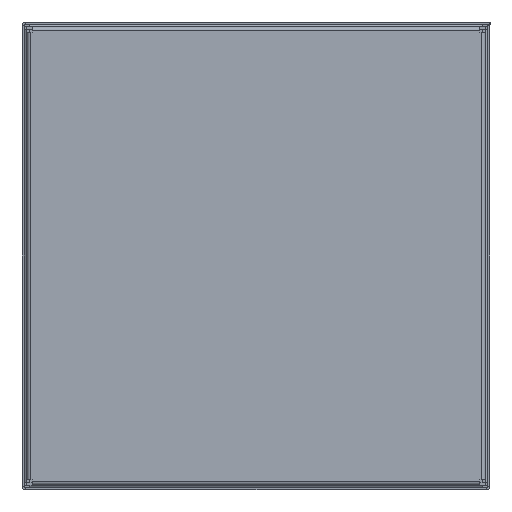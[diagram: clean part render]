
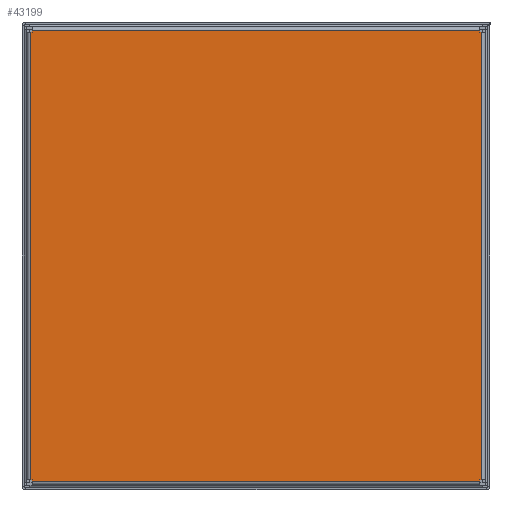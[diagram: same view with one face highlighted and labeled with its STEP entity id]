
A CAD part, front view. The second image highlights one B-rep face of the part: STEP entity #43199.
In plain terms, the highlighted face is planar.
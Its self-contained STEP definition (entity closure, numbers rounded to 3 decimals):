
#13 = VECTOR ( 'NONE', #57983, 1000. ) ;
#463 = VERTEX_POINT ( 'NONE', #38788 ) ;
#825 = LINE ( 'NONE', #1382, #61876 ) ;
#1289 = LINE ( 'NONE', #29587, #30891 ) ;
#1382 = CARTESIAN_POINT ( 'NONE',  ( -98.17, -95.17, 1. ) ) ;
#1627 = VERTEX_POINT ( 'NONE', #24678 ) ;
#3755 = LINE ( 'NONE', #51993, #13 ) ;
#4171 = DIRECTION ( 'NONE',  ( 1., 0., 0. ) ) ;
#4701 = ORIENTED_EDGE ( 'NONE', *, *, #55856, .F. ) ;
#4749 = DIRECTION ( 'NONE',  ( 0., 1., 0. ) ) ;
#5881 = VERTEX_POINT ( 'NONE', #20977 ) ;
#6489 = LINE ( 'NONE', #33235, #22217 ) ;
#6612 = EDGE_CURVE ( 'NONE', #5881, #71725, #825, .T. ) ;
#6917 = CARTESIAN_POINT ( 'NONE',  ( 98.17, -95.17, 1. ) ) ;
#7928 = ORIENTED_EDGE ( 'NONE', *, *, #59616, .F. ) ;
#8028 = EDGE_CURVE ( 'NONE', #26418, #27090, #57817, .T. ) ;
#8835 = VERTEX_POINT ( 'NONE', #8932 ) ;
#8876 = DIRECTION ( 'NONE',  ( 0., -1., 0. ) ) ;
#8932 = CARTESIAN_POINT ( 'NONE',  ( -95.17, 95.9, 1. ) ) ;
#11967 = DIRECTION ( 'NONE',  ( 1., 0., 0. ) ) ;
#14245 = LINE ( 'NONE', #34972, #59549 ) ;
#14472 = EDGE_CURVE ( 'NONE', #5881, #1627, #35571, .T. ) ;
#15197 = ORIENTED_EDGE ( 'NONE', *, *, #46952, .F. ) ;
#15613 = DIRECTION ( 'NONE',  ( -1., 0., 0. ) ) ;
#15689 = VECTOR ( 'NONE', #42583, 1000. ) ;
#15930 = AXIS2_PLACEMENT_3D ( 'NONE', #57660, #75762, #40282 ) ;
#16423 = EDGE_LOOP ( 'NONE', ( #39390, #69172, #4701, #33653, #7928, #27900, #67508, #21931, #19878, #21880, #15197, #46153 ) ) ;
#16655 = CARTESIAN_POINT ( 'NONE',  ( -95.17, -98.17, 1. ) ) ;
#16791 = VECTOR ( 'NONE', #48917, 1000. ) ;
#17491 = EDGE_CURVE ( 'NONE', #26418, #19681, #14245, .T. ) ;
#19681 = VERTEX_POINT ( 'NONE', #73212 ) ;
#19878 = ORIENTED_EDGE ( 'NONE', *, *, #14472, .F. ) ;
#19885 = VECTOR ( 'NONE', #51278, 1000. ) ;
#20826 = DIRECTION ( 'NONE',  ( 0., -1., 0. ) ) ;
#20977 = CARTESIAN_POINT ( 'NONE',  ( -95.9, -95.17, 1. ) ) ;
#21519 = CARTESIAN_POINT ( 'NONE',  ( 95.9, -95.17, 1. ) ) ;
#21880 = ORIENTED_EDGE ( 'NONE', *, *, #6612, .T. ) ;
#21931 = ORIENTED_EDGE ( 'NONE', *, *, #45857, .F. ) ;
#22217 = VECTOR ( 'NONE', #20826, 1000. ) ;
#22577 = CARTESIAN_POINT ( 'NONE',  ( 95.17, 95.9, 1. ) ) ;
#24481 = LINE ( 'NONE', #61902, #69804 ) ;
#24678 = CARTESIAN_POINT ( 'NONE',  ( -95.9, 95.17, 1. ) ) ;
#26418 = VERTEX_POINT ( 'NONE', #65498 ) ;
#27090 = VERTEX_POINT ( 'NONE', #42616 ) ;
#27900 = ORIENTED_EDGE ( 'NONE', *, *, #44779, .F. ) ;
#27962 = VERTEX_POINT ( 'NONE', #21519 ) ;
#29587 = CARTESIAN_POINT ( 'NONE',  ( -98.17, 95.17, 1. ) ) ;
#30602 = CARTESIAN_POINT ( 'NONE',  ( 95.17, 95.17, 1. ) ) ;
#30891 = VECTOR ( 'NONE', #11967, 1000. ) ;
#31474 = LINE ( 'NONE', #6917, #15689 ) ;
#33235 = CARTESIAN_POINT ( 'NONE',  ( -95.17, 98.17, 1. ) ) ;
#33653 = ORIENTED_EDGE ( 'NONE', *, *, #74853, .T. ) ;
#34972 = CARTESIAN_POINT ( 'NONE',  ( 95.4, -95.9, 1. ) ) ;
#35482 = EDGE_CURVE ( 'NONE', #8835, #463, #6489, .T. ) ;
#35571 = LINE ( 'NONE', #74852, #19885 ) ;
#35834 = VECTOR ( 'NONE', #47257, 1000. ) ;
#38788 = CARTESIAN_POINT ( 'NONE',  ( -95.17, 95.17, 1. ) ) ;
#39004 = LINE ( 'NONE', #16655, #52836 ) ;
#39390 = ORIENTED_EDGE ( 'NONE', *, *, #8028, .T. ) ;
#40282 = DIRECTION ( 'NONE',  ( -1., 0., 0. ) ) ;
#42583 = DIRECTION ( 'NONE',  ( -1., 0., 0. ) ) ;
#42616 = CARTESIAN_POINT ( 'NONE',  ( 95.17, -95.17, 1. ) ) ;
#42920 = CARTESIAN_POINT ( 'NONE',  ( 98.17, 95.17, 1. ) ) ;
#43199 = ADVANCED_FACE ( 'NONE', ( #62925 ), #57902, .F. ) ;
#43304 = CARTESIAN_POINT ( 'NONE',  ( 95.9, 95.17, 1. ) ) ;
#44779 = EDGE_CURVE ( 'NONE', #8835, #51535, #51520, .T. ) ;
#45765 = VECTOR ( 'NONE', #73497, 1000. ) ;
#45857 = EDGE_CURVE ( 'NONE', #1627, #463, #1289, .T. ) ;
#46153 = ORIENTED_EDGE ( 'NONE', *, *, #17491, .F. ) ;
#46952 = EDGE_CURVE ( 'NONE', #19681, #71725, #39004, .T. ) ;
#47257 = DIRECTION ( 'NONE',  ( 1., 0., 0. ) ) ;
#48219 = LINE ( 'NONE', #42920, #16791 ) ;
#48917 = DIRECTION ( 'NONE',  ( -1., 0., 0. ) ) ;
#51278 = DIRECTION ( 'NONE',  ( 0., 1., 0. ) ) ;
#51520 = LINE ( 'NONE', #64856, #35834 ) ;
#51535 = VERTEX_POINT ( 'NONE', #22577 ) ;
#51993 = CARTESIAN_POINT ( 'NONE',  ( 95.9, 95.4, 1. ) ) ;
#52664 = CARTESIAN_POINT ( 'NONE',  ( -95.17, -95.17, 1. ) ) ;
#52836 = VECTOR ( 'NONE', #4749, 1000. ) ;
#54360 = VERTEX_POINT ( 'NONE', #43304 ) ;
#55856 = EDGE_CURVE ( 'NONE', #54360, #27962, #3755, .T. ) ;
#56030 = VERTEX_POINT ( 'NONE', #30602 ) ;
#57660 = CARTESIAN_POINT ( 'NONE',  ( 97.5, 97.5, 1. ) ) ;
#57817 = LINE ( 'NONE', #63612, #45765 ) ;
#57902 = PLANE ( 'NONE',  #15930 ) ;
#57983 = DIRECTION ( 'NONE',  ( 0., -1., 0. ) ) ;
#59549 = VECTOR ( 'NONE', #15613, 1000. ) ;
#59616 = EDGE_CURVE ( 'NONE', #51535, #56030, #24481, .T. ) ;
#61876 = VECTOR ( 'NONE', #4171, 1000. ) ;
#61902 = CARTESIAN_POINT ( 'NONE',  ( 95.17, 98.17, 1. ) ) ;
#62925 = FACE_OUTER_BOUND ( 'NONE', #16423, .T. ) ;
#63612 = CARTESIAN_POINT ( 'NONE',  ( 95.17, -98.17, 1. ) ) ;
#64856 = CARTESIAN_POINT ( 'NONE',  ( -95.4, 95.9, 1. ) ) ;
#65498 = CARTESIAN_POINT ( 'NONE',  ( 95.17, -95.9, 1. ) ) ;
#67508 = ORIENTED_EDGE ( 'NONE', *, *, #35482, .T. ) ;
#69172 = ORIENTED_EDGE ( 'NONE', *, *, #75818, .F. ) ;
#69804 = VECTOR ( 'NONE', #8876, 1000. ) ;
#71725 = VERTEX_POINT ( 'NONE', #52664 ) ;
#73212 = CARTESIAN_POINT ( 'NONE',  ( -95.17, -95.9, 1. ) ) ;
#73497 = DIRECTION ( 'NONE',  ( 0., 1., 0. ) ) ;
#74852 = CARTESIAN_POINT ( 'NONE',  ( -95.9, -95.4, 1. ) ) ;
#74853 = EDGE_CURVE ( 'NONE', #54360, #56030, #48219, .T. ) ;
#75762 = DIRECTION ( 'NONE',  ( 0., 0., -1. ) ) ;
#75818 = EDGE_CURVE ( 'NONE', #27962, #27090, #31474, .T. ) ;
